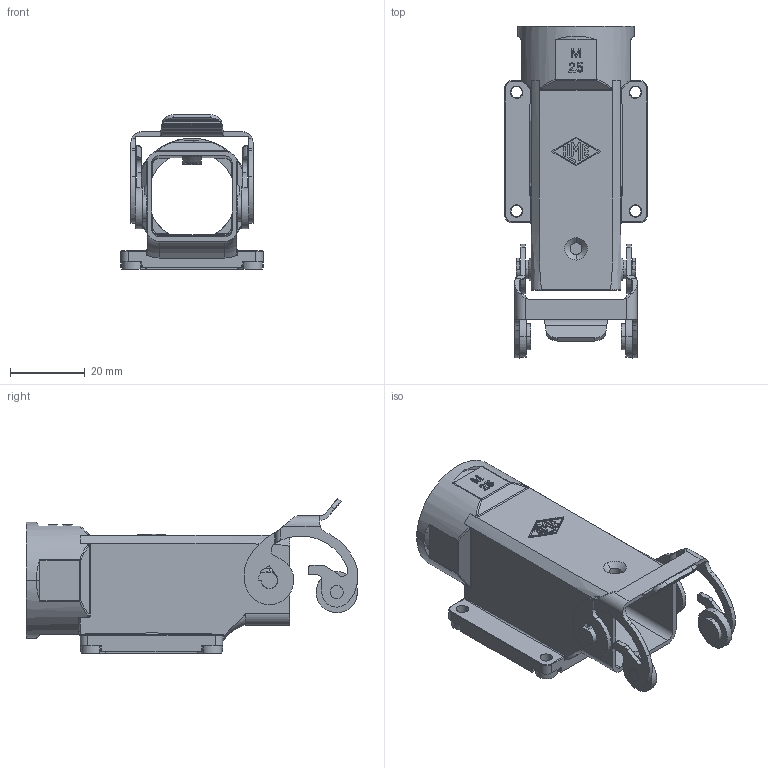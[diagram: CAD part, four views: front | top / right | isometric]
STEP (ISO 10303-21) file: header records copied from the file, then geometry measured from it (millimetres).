
FILE_DESCRIPTION(('Creo Elements/Direct Modeling STEP Export'),'2;1');
FILE_NAME('0ln7uvk5tn79k4s2880','2023-11-14T14:38:33',(''),(''),'Creo Elements/Direct Modeling STEP processor for AP214 (Solid Model)','Creo Elements/Direct Modeling 20.1B 02-Apr-2019 (C) Parametric Technology GmbH','');
FILE_SCHEMA(('AUTOMOTIVE_DESIGN { 1 0 10303 214 1 1 1 1 }'));
Products named in the file (2): MKX IAP25
Assembly tree (1 placements, depth 2):
  MKX IAP25
    MKX IAP25
Bounding box: 38 x 88.66 x 41.3 mm (x, y, z)
Volume: 17305.5 mm3; surface area: 18270.8 mm2
Topology: 1 solids, 1 shells, 628 faces, 1707 edges, 1098 vertices
Faces by surface type: plane 320, cylinder 213, bspline 64, torus 18, cone 13
Entity records: 44059 total; most frequent: CARTESIAN_POINT 23712, ORIENTED_EDGE 3406, DIRECTION 2917, EDGE_CURVE 1703, VERTEX_POINT 1098, VECTOR 1013, LINE 1013, AXIS2_PLACEMENT_3D 952
